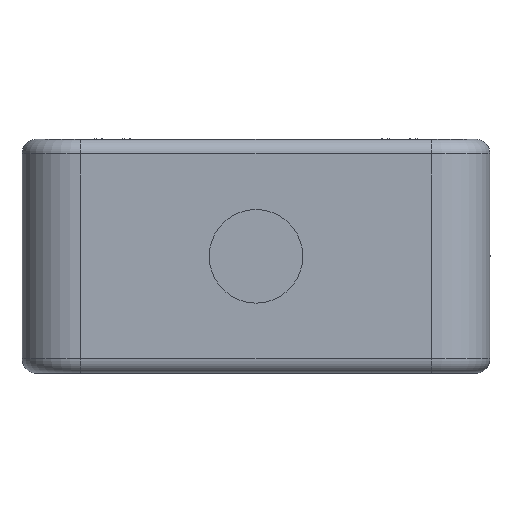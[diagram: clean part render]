
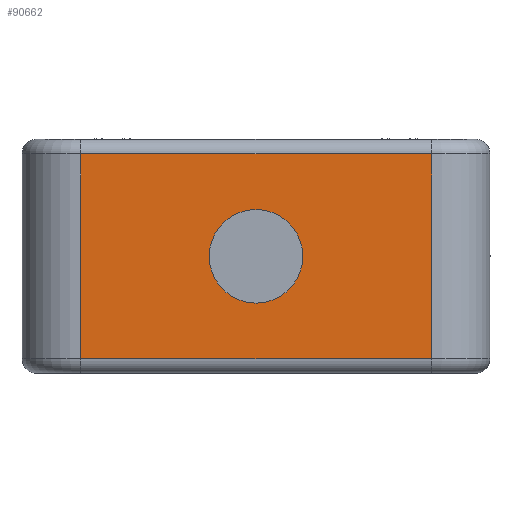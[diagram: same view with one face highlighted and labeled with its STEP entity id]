
A CAD part, left-side view. The second image highlights one B-rep face of the part: STEP entity #90662.
In plain terms, the highlighted planar face has unit normal (-1, 0, 0).
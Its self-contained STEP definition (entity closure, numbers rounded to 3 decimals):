
#694 = EDGE_LOOP ( 'NONE', ( #64692 ) ) ;
#1975 = VECTOR ( 'NONE', #100799, 1000. ) ;
#8336 = DIRECTION ( 'NONE',  ( 0., 0., -1. ) ) ;
#8511 = EDGE_LOOP ( 'NONE', ( #43439, #38106, #96480, #20761 ) ) ;
#11348 = DIRECTION ( 'NONE',  ( 1., 0., 0. ) ) ;
#13024 = EDGE_CURVE ( 'NONE', #53065, #53065, #20692, .T. ) ;
#19538 = VERTEX_POINT ( 'NONE', #52883 ) ;
#20692 = CIRCLE ( 'NONE', #59112, 1.6 ) ;
#20761 = ORIENTED_EDGE ( 'NONE', *, *, #85982, .T. ) ;
#21256 = VERTEX_POINT ( 'NONE', #66505 ) ;
#25962 = FACE_BOUND ( 'NONE', #694, .T. ) ;
#26253 = PLANE ( 'NONE',  #61975 ) ;
#28054 = DIRECTION ( 'NONE',  ( 0., 1., 0. ) ) ;
#32618 = CARTESIAN_POINT ( 'NONE',  ( -19., -6., -3.5 ) ) ;
#36883 = LINE ( 'NONE', #84703, #58155 ) ;
#38106 = ORIENTED_EDGE ( 'NONE', *, *, #94592, .T. ) ;
#41704 = CARTESIAN_POINT ( 'NONE',  ( -19., 0., -1.6 ) ) ;
#43323 = EDGE_CURVE ( 'NONE', #21256, #103010, #36883, .T. ) ;
#43439 = ORIENTED_EDGE ( 'NONE', *, *, #43323, .T. ) ;
#52572 = VECTOR ( 'NONE', #102320, 1000. ) ;
#52883 = CARTESIAN_POINT ( 'NONE',  ( -19., -6., 3.5 ) ) ;
#53065 = VERTEX_POINT ( 'NONE', #41704 ) ;
#55827 = CARTESIAN_POINT ( 'NONE',  ( -19., -6., -3.5 ) ) ;
#56692 = DIRECTION ( 'NONE',  ( 0., 0., -1. ) ) ;
#58155 = VECTOR ( 'NONE', #8336, 1000. ) ;
#59112 = AXIS2_PLACEMENT_3D ( 'NONE', #67608, #59470, #67247 ) ;
#59470 = DIRECTION ( 'NONE',  ( 1., 0., 0. ) ) ;
#60448 = FACE_OUTER_BOUND ( 'NONE', #8511, .T. ) ;
#61804 = EDGE_CURVE ( 'NONE', #19538, #91903, #66818, .T. ) ;
#61975 = AXIS2_PLACEMENT_3D ( 'NONE', #70674, #11348, #28054 ) ;
#63185 = LINE ( 'NONE', #84515, #52572 ) ;
#64692 = ORIENTED_EDGE ( 'NONE', *, *, #13024, .T. ) ;
#66505 = CARTESIAN_POINT ( 'NONE',  ( -19., 6., 3.5 ) ) ;
#66818 = LINE ( 'NONE', #98552, #78704 ) ;
#67247 = DIRECTION ( 'NONE',  ( 0., 0., -1. ) ) ;
#67608 = CARTESIAN_POINT ( 'NONE',  ( -19., 0., 0. ) ) ;
#70674 = CARTESIAN_POINT ( 'NONE',  ( -19., -6., 4. ) ) ;
#78704 = VECTOR ( 'NONE', #56692, 1000. ) ;
#84515 = CARTESIAN_POINT ( 'NONE',  ( -19., 6., 3.5 ) ) ;
#84703 = CARTESIAN_POINT ( 'NONE',  ( -19., 6., 4. ) ) ;
#85982 = EDGE_CURVE ( 'NONE', #19538, #21256, #63185, .T. ) ;
#86880 = LINE ( 'NONE', #32618, #1975 ) ;
#90662 = ADVANCED_FACE ( 'NONE', ( #60448, #25962 ), #26253, .F. ) ;
#91903 = VERTEX_POINT ( 'NONE', #55827 ) ;
#94592 = EDGE_CURVE ( 'NONE', #103010, #91903, #86880, .T. ) ;
#96480 = ORIENTED_EDGE ( 'NONE', *, *, #61804, .F. ) ;
#97419 = CARTESIAN_POINT ( 'NONE',  ( -19., 6., -3.5 ) ) ;
#98552 = CARTESIAN_POINT ( 'NONE',  ( -19., -6., 4. ) ) ;
#100799 = DIRECTION ( 'NONE',  ( 0., -1., 0. ) ) ;
#102320 = DIRECTION ( 'NONE',  ( 0., 1., 0. ) ) ;
#103010 = VERTEX_POINT ( 'NONE', #97419 ) ;
